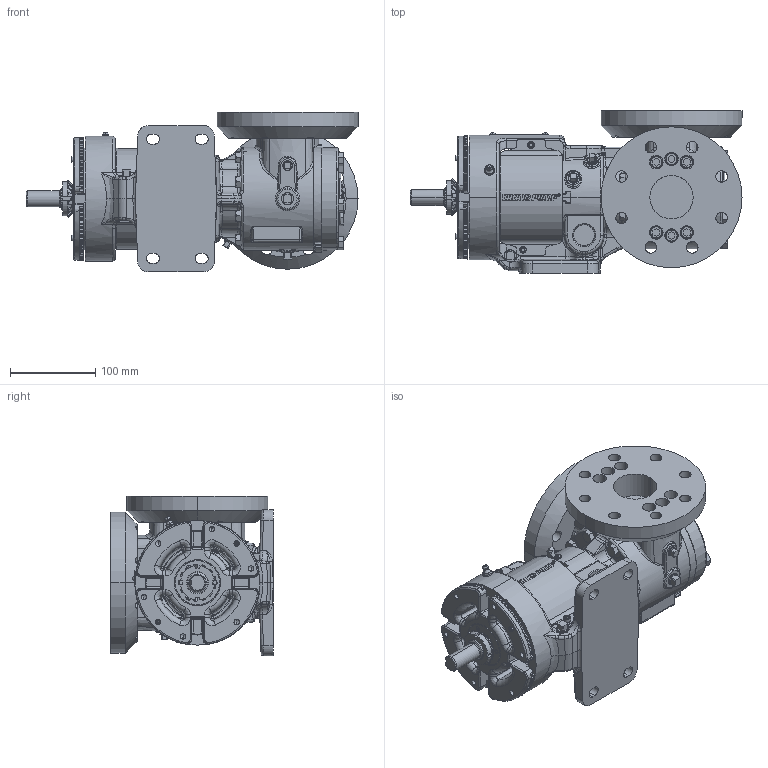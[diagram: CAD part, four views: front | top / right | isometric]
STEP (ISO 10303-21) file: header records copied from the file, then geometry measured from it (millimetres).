
FILE_DESCRIPTION (( 'STEP AP214' ), '1' );
FILE_NAME ('HV-4194.STEP', '2024-04-02T21:21:47', ( '' ), ( '' ), 'SwSTEP 2.0', 'SolidWorks 2022', '' );
FILE_SCHEMA (( 'AUTOMOTIVE_DESIGN' ));
Length unit declared in the file: inch
Products named in the file (1): HV-4194
Bounding box: 388.9 x 190.5 x 187.32 mm (x, y, z)
Volume: 4441853.7 mm3; surface area: 455592.7 mm2
Topology: 1 solids, 13 shells, 4403 faces, 11220 edges, 7047 vertices
Faces by surface type: plane 1452, bspline 1329, cylinder 901, cone 526, torus 123, sphere 72
Entity records: 242274 total; most frequent: CARTESIAN_POINT 88953, ORIENTED_EDGE 22304, DIRECTION 16410, EDGE_CURVE 11152, VERTEX_POINT 7039, AXIS2_PLACEMENT_3D 5935, EDGE_LOOP 4735, LINE 4540
